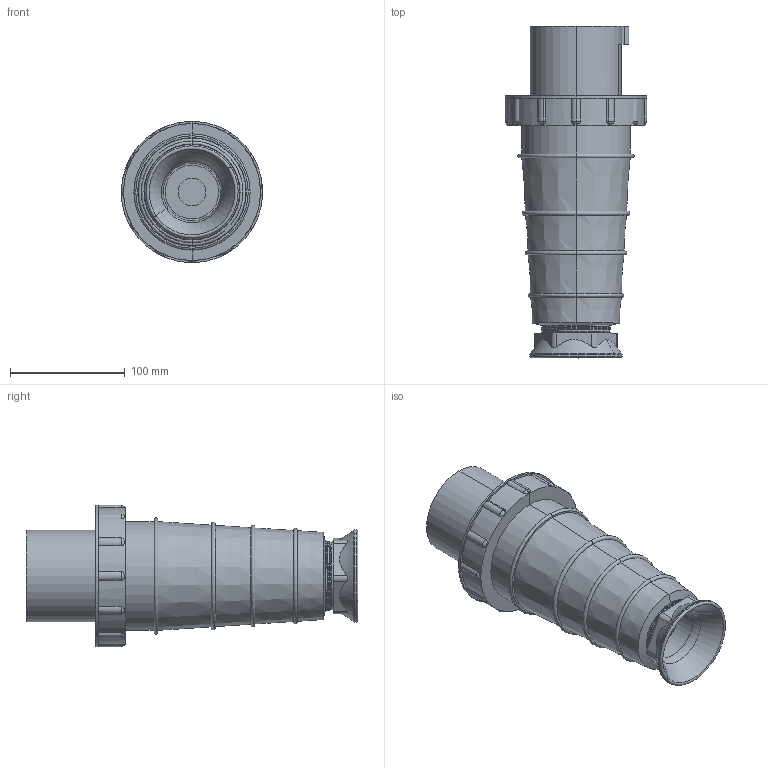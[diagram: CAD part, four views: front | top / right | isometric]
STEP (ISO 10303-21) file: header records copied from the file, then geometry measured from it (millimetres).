
FILE_DESCRIPTION (( 'STEP AP214' ), '1' );
FILE_NAME ('ps-045-125-380.ÃÌ Âèëêà ïåðåíîñíàÿ 045 3Ð+ÐÅ+N 125À 380Â IP67 EKF.STEP', '2025-11-18T07:44:13', ( '' ), ( '' ), 'SwSTEP 2.0', 'SolidWorks 2021', '' );
FILE_SCHEMA (( 'AUTOMOTIVE_DESIGN' ));
Length unit declared in the file: millimetre
Products named in the file (1): ps-045-125-380.ÃÌ Âèëêà ïåðåíîñíàÿ 045 3Ð+ÐÅ+N 125À 380Â IP67 EKF
Bounding box: 123.2 x 289.2 x 123.2 mm (x, y, z)
Volume: 1267747.6 mm3; surface area: 189262.9 mm2
Topology: 6 solids, 6 shells, 243 faces, 582 edges, 365 vertices
Faces by surface type: cylinder 110, plane 66, torus 48, cone 14, bspline 3, sphere 2
Entity records: 12405 total; most frequent: CARTESIAN_POINT 3964, DIRECTION 1274, ORIENTED_EDGE 1156, EDGE_CURVE 578, AXIS2_PLACEMENT_3D 536, VERTEX_POINT 363, CIRCLE 295, EDGE_LOOP 269
